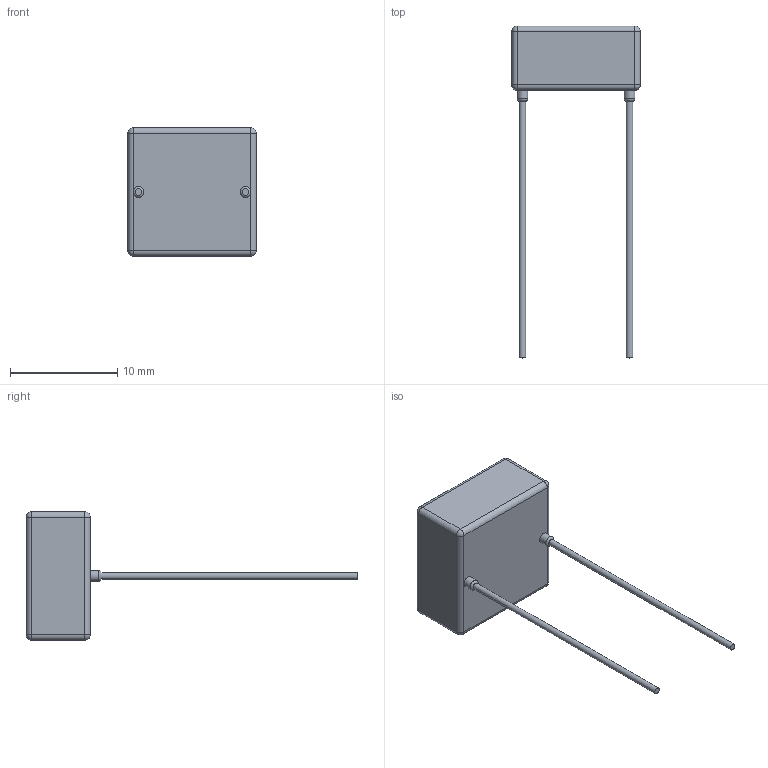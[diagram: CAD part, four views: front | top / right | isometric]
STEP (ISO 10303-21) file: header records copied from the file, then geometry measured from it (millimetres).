
FILE_DESCRIPTION(/* description */ (''),/* implementation_level */ '2;1');
FILE_NAME(/* name */ '',/* time_stamp */ '2023-12-19T20:34:07+02:00',/* author */ ('XoTTaBbl4'),/* organization */ (''),/* preprocessor_version */ 'ST-DEVELOPER v19.2',/* originating_system */ 'Autodesk Inventor 2024',/* authorisation */ '');
FILE_SCHEMA (('AUTOMOTIVE_DESIGN { 1 0 10303 214 3 1 1 }'));
Length unit declared in the file: millimetre
Products named in the file (1): Деталь1
Bounding box: 12 x 31 x 12 mm (x, y, z)
Volume: 872.8 mm3; surface area: 646.2 mm2
Topology: 1 solids, 1 shells, 34 faces, 69 edges, 37 vertices
Faces by surface type: cylinder 16, plane 8, sphere 8, torus 2
Full cylindrical faces by diameter (mm): 0.6 x2, 1 x2
Entity records: 919 total; most frequent: DIRECTION 178, CARTESIAN_POINT 141, ORIENTED_EDGE 138, AXIS2_PLACEMENT_3D 74, EDGE_CURVE 69, CIRCLE 39, VERTEX_POINT 37, FACE_OUTER_BOUND 34
